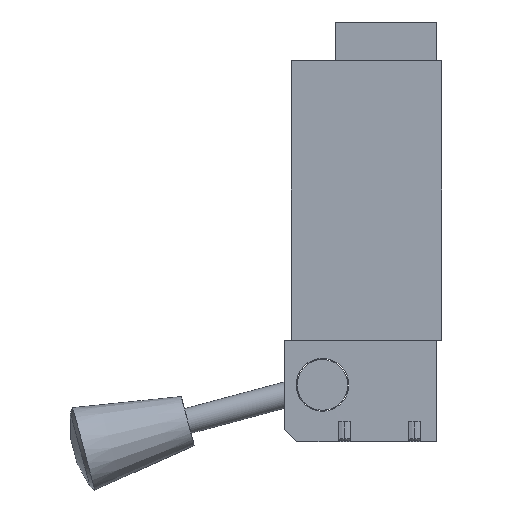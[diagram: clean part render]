
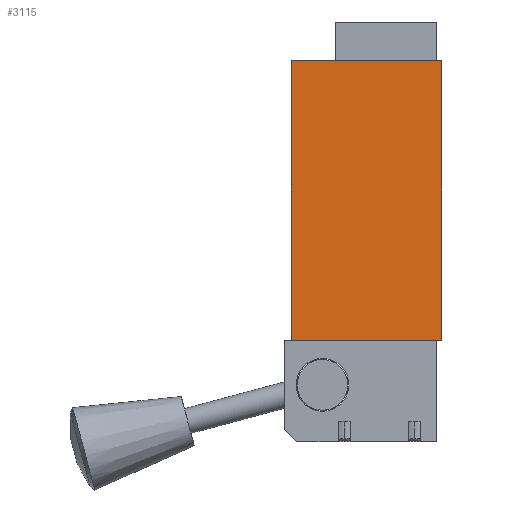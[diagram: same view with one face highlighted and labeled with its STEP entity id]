
A CAD part, left-side view. The second image highlights one B-rep face of the part: STEP entity #3115.
In plain terms, the highlighted planar face has unit normal (-1, 0, 0).
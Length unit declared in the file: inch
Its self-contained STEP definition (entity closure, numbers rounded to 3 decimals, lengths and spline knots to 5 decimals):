
#480=DIRECTION('',(0.,0.,1.));
#481=VECTOR('',#480,2.76);
#482=CARTESIAN_POINT('',(-0.75,1.48,-1.38));
#483=LINE('',#482,#481);
#624=DIRECTION('',(0.,0.,1.));
#625=VECTOR('',#624,2.76);
#626=CARTESIAN_POINT('',(-0.75,0.,-1.38));
#627=LINE('',#626,#625);
#768=DIRECTION('',(0.,1.,0.));
#769=VECTOR('',#768,1.48);
#770=CARTESIAN_POINT('',(-0.75,0.,1.38));
#771=LINE('',#770,#769);
#788=DIRECTION('',(0.,1.,0.));
#789=VECTOR('',#788,1.48);
#790=CARTESIAN_POINT('',(-0.75,0.,-1.38));
#791=LINE('',#790,#789);
#1818=CARTESIAN_POINT('',(-0.75,0.,1.38));
#1820=VERTEX_POINT('',#1818);
#1824=CARTESIAN_POINT('',(-0.75,0.,-1.38));
#1825=VERTEX_POINT('',#1824);
#1826=CARTESIAN_POINT('',(-0.75,1.48,1.38));
#1828=VERTEX_POINT('',#1826);
#1832=CARTESIAN_POINT('',(-0.75,1.48,-1.38));
#1833=VERTEX_POINT('',#1832);
#3103=CARTESIAN_POINT('',(-0.75,0.,-1.38));
#3104=DIRECTION('',(-1.,0.,0.));
#3105=DIRECTION('',(0.,0.,1.));
#3106=AXIS2_PLACEMENT_3D('',#3103,#3104,#3105);
#3107=PLANE('',#3106);
#3108=ORIENTED_EDGE('',*,*,#2978,.F.);
#3110=ORIENTED_EDGE('',*,*,#3109,.T.);
#3111=ORIENTED_EDGE('',*,*,#2724,.T.);
#3112=ORIENTED_EDGE('',*,*,#3078,.F.);
#3113=EDGE_LOOP('',(#3108,#3110,#3111,#3112));
#3114=FACE_OUTER_BOUND('',#3113,.F.);
#3115=ADVANCED_FACE('',(#3114),#3107,.T.);
#2724=EDGE_CURVE('',#1833,#1828,#483,.T.);
#2978=EDGE_CURVE('',#1825,#1820,#627,.T.);
#3078=EDGE_CURVE('',#1820,#1828,#771,.T.);
#3109=EDGE_CURVE('',#1825,#1833,#791,.T.);
